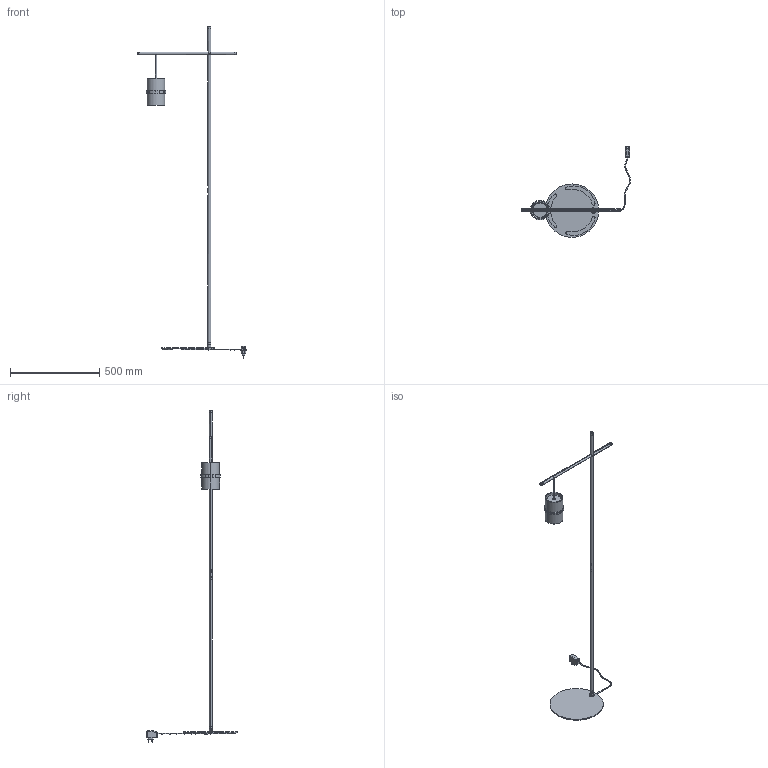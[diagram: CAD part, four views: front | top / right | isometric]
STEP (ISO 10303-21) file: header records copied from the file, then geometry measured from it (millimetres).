
FILE_DESCRIPTION (( 'STEP AP214' ), '1' );
FILE_NAME ('BOA_100_LETTURA.STEP', '2020-08-12T10:17:31', ( '' ), ( '' ), 'SwSTEP 2.0', 'SolidWorks 2014', '' );
FILE_SCHEMA (( 'AUTOMOTIVE_DESIGN' ));
Length unit declared in the file: millimetre
Products named in the file (52): BOA_100_LETTURA; EMC_driver_18W_spina_con_cavo; CG100_017; CG100_047; STEAB_GRANO_M4X4_5074-4-4-2; BOA_100_ASSIEME_CILINRO_SMONTABILE; CG100_051; CG100_044; CG100_043; CG100_046; AVS_163; CG100_041; 016FM_010; AVS_1569; CG100_020; CG100_049; CG100_055; CG100_016; 016FM_009; CAVO4X0,5_TESSUTO_NERO_2; CG100_048; CG100_050
Assembly tree (31 placements, depth 3):
  BOA_100_LETTURA
    BOA_100_ASSIEME_CILINRO_SMONTABILE
      CG100_048
  EMC_driver_18W_spina_con_cavo
  CG100_017
  CG100_047
  STEAB_GRANO_M4X4_5074-4-4-2
Bounding box: 612.73 x 509.08 x 1863.81 mm (x, y, z)
Volume: 1123148.6 mm3; surface area: 579436.7 mm2
Topology: 28 solids, 28 shells, 893 faces, 2061 edges, 1304 vertices
Faces by surface type: plane 526, cylinder 224, cone 106, torus 30, bspline 5, sphere 2
Entity records: 24711 total; most frequent: CARTESIAN_POINT 9178, DIRECTION 2987, ORIENTED_EDGE 2804, EDGE_CURVE 1402, AXIS2_PLACEMENT_3D 1051, LINE 885, VECTOR 885, VERTEX_POINT 870
